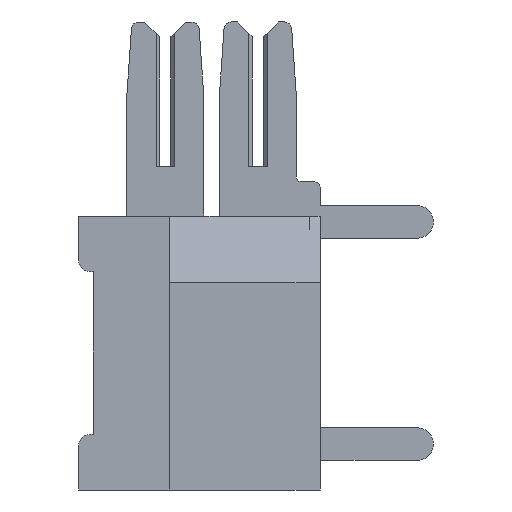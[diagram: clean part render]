
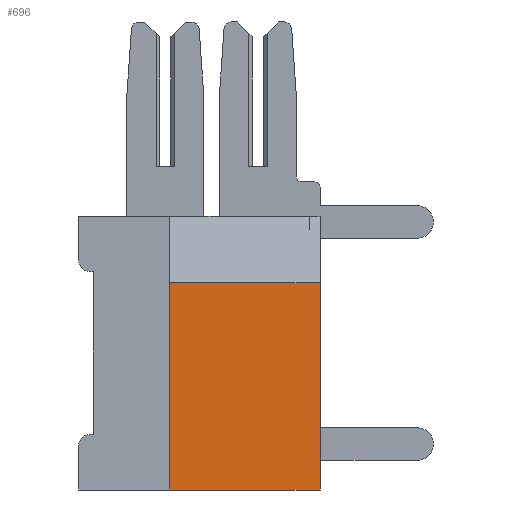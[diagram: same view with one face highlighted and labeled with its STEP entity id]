
A CAD part, left-side view. The second image highlights one B-rep face of the part: STEP entity #696.
In plain terms, the highlighted planar face has unit normal (-1, 0, 0).
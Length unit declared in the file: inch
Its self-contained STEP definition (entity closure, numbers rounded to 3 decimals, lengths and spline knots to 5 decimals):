
#76 = VECTOR ( 'NONE', #8979, 39.37008 ) ;
#696 = ADVANCED_FACE ( 'NONE', ( #719 ), #6040, .F. ) ;
#714 = DIRECTION ( 'NONE',  ( 0., -1., 0. ) ) ;
#719 = FACE_OUTER_BOUND ( 'NONE', #11897, .T. ) ;
#790 = ORIENTED_EDGE ( 'NONE', *, *, #4344, .T. ) ;
#1235 = CARTESIAN_POINT ( 'NONE',  ( 0., 0., 0. ) ) ;
#1721 = CARTESIAN_POINT ( 'NONE',  ( 0., 0.326, -0.37 ) ) ;
#1725 = ORIENTED_EDGE ( 'NONE', *, *, #2132, .F. ) ;
#1808 = EDGE_CURVE ( 'NONE', #2393, #2791, #6654, .T. ) ;
#2132 = EDGE_CURVE ( 'NONE', #2393, #10065, #6506, .T. ) ;
#2393 = VERTEX_POINT ( 'NONE', #6414 ) ;
#2777 = LINE ( 'NONE', #7346, #9614 ) ;
#2791 = VERTEX_POINT ( 'NONE', #11754 ) ;
#3029 = CARTESIAN_POINT ( 'NONE',  ( 0., 0.203, -0.37 ) ) ;
#4121 = VECTOR ( 'NONE', #714, 39.37008 ) ;
#4344 = EDGE_CURVE ( 'NONE', #7488, #10065, #2777, .T. ) ;
#5152 = VECTOR ( 'NONE', #9769, 39.37008 ) ;
#6040 = PLANE ( 'NONE',  #9242 ) ;
#6414 = CARTESIAN_POINT ( 'NONE',  ( 0., 0.203, -0.37 ) ) ;
#6444 = CARTESIAN_POINT ( 'NONE',  ( 0., 0.203, -0.09 ) ) ;
#6506 = LINE ( 'NONE', #3029, #5152 ) ;
#6654 = LINE ( 'NONE', #1721, #4121 ) ;
#6961 = CARTESIAN_POINT ( 'NONE',  ( 0., 0.326, 0. ) ) ;
#7346 = CARTESIAN_POINT ( 'NONE',  ( 0., 0., -0.09 ) ) ;
#7488 = VERTEX_POINT ( 'NONE', #9740 ) ;
#8285 = DIRECTION ( 'NONE',  ( 0., 1., 0. ) ) ;
#8979 = DIRECTION ( 'NONE',  ( 0., 0., 1. ) ) ;
#9224 = EDGE_CURVE ( 'NONE', #2791, #7488, #12151, .T. ) ;
#9242 = AXIS2_PLACEMENT_3D ( 'NONE', #6961, #10827, #11798 ) ;
#9614 = VECTOR ( 'NONE', #8285, 39.37008 ) ;
#9740 = CARTESIAN_POINT ( 'NONE',  ( 0., 0., -0.09 ) ) ;
#9769 = DIRECTION ( 'NONE',  ( 0., 0., 1. ) ) ;
#10065 = VERTEX_POINT ( 'NONE', #6444 ) ;
#10827 = DIRECTION ( 'NONE',  ( 1., 0., 0. ) ) ;
#11707 = ORIENTED_EDGE ( 'NONE', *, *, #9224, .T. ) ;
#11754 = CARTESIAN_POINT ( 'NONE',  ( 0., 0., -0.37 ) ) ;
#11798 = DIRECTION ( 'NONE',  ( 0., 0., -1. ) ) ;
#11897 = EDGE_LOOP ( 'NONE', ( #11707, #790, #1725, #12111 ) ) ;
#12111 = ORIENTED_EDGE ( 'NONE', *, *, #1808, .T. ) ;
#12151 = LINE ( 'NONE', #1235, #76 ) ;
